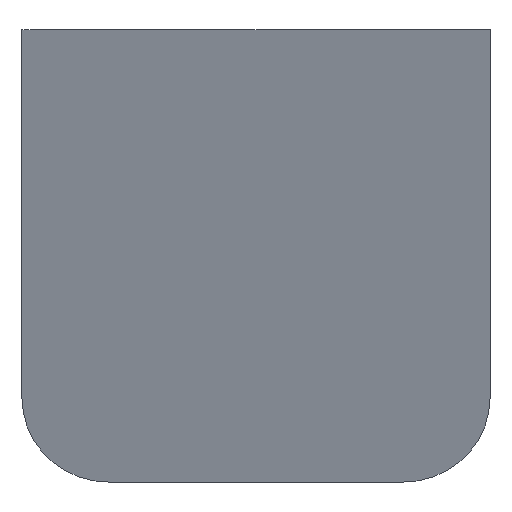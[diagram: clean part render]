
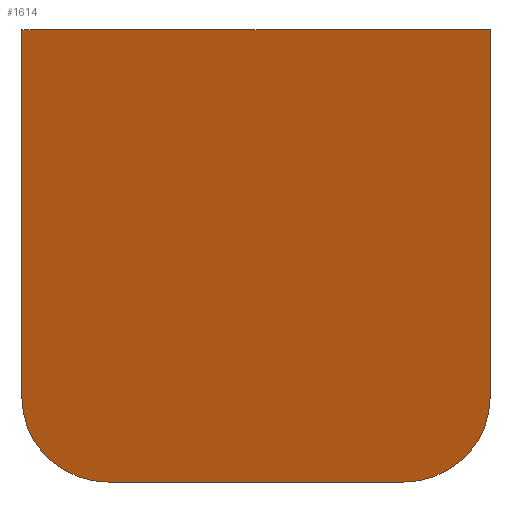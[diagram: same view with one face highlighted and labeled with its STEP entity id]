
A CAD part, front view. The second image highlights one B-rep face of the part: STEP entity #1614.
In plain terms, the highlighted planar face has unit normal (0, -0.961, -0.276).
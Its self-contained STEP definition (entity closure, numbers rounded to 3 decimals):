
#80=CIRCLE('',#1685,10.);
#83=CIRCLE('',#1691,10.);
#179=FACE_OUTER_BOUND('',#269,.T.);
#269=EDGE_LOOP('',(#1300,#1301,#1302,#1303,#1304,#1305));
#345=LINE('',#2423,#504);
#351=LINE('',#2440,#510);
#437=LINE('',#2659,#596);
#441=LINE('',#2670,#600);
#504=VECTOR('',#1889,10.);
#510=VECTOR('',#1905,10.);
#596=VECTOR('',#2091,10.);
#600=VECTOR('',#2103,10.);
#674=VERTEX_POINT('',#2406);
#675=VERTEX_POINT('',#2407);
#681=VERTEX_POINT('',#2421);
#685=VERTEX_POINT('',#2433);
#686=VERTEX_POINT('',#2434);
#687=VERTEX_POINT('',#2439);
#836=EDGE_CURVE('',#674,#675,#80,.T.);
#844=EDGE_CURVE('',#674,#681,#345,.T.);
#849=EDGE_CURVE('',#685,#686,#83,.T.);
#852=EDGE_CURVE('',#687,#686,#351,.T.);
#962=EDGE_CURVE('',#681,#687,#437,.T.);
#968=EDGE_CURVE('',#675,#685,#441,.T.);
#1300=ORIENTED_EDGE('',*,*,#836,.F.);
#1301=ORIENTED_EDGE('',*,*,#844,.T.);
#1302=ORIENTED_EDGE('',*,*,#962,.T.);
#1303=ORIENTED_EDGE('',*,*,#852,.T.);
#1304=ORIENTED_EDGE('',*,*,#849,.F.);
#1305=ORIENTED_EDGE('',*,*,#968,.F.);
#1558=PLANE('',#1747);
#1614=ADVANCED_FACE('',(#179),#1558,.T.);
#1685=AXIS2_PLACEMENT_3D('',#2408,#1877,#1878);
#1691=AXIS2_PLACEMENT_3D('',#2435,#1899,#1900);
#1747=AXIS2_PLACEMENT_3D('',#2671,#2104,#2105);
#1877=DIRECTION('center_axis',(0.,0.961,0.276));
#1878=DIRECTION('ref_axis',(0.707,0.195,-0.68));
#1889=DIRECTION('',(0.,-0.276,0.961));
#1899=DIRECTION('center_axis',(0.,0.961,0.276));
#1900=DIRECTION('ref_axis',(-0.707,0.195,-0.68));
#1905=DIRECTION('',(0.,0.276,-0.961));
#2091=DIRECTION('',(-1.,0.,0.));
#2103=DIRECTION('',(-1.,0.,0.));
#2104=DIRECTION('center_axis',(0.,-0.961,-0.276));
#2105=DIRECTION('ref_axis',(0.,-0.276,0.961));
#2406=CARTESIAN_POINT('',(0.,-0.602,-42.296));
#2407=CARTESIAN_POINT('',(-10.,2.154,-51.908));
#2408=CARTESIAN_POINT('Origin',(-10.,-0.602,-42.296));
#2421=CARTESIAN_POINT('',(0.,-12.73,0.));
#2423=CARTESIAN_POINT('',(0.,2.154,-51.908));
#2433=CARTESIAN_POINT('',(-43.72,2.154,-51.908));
#2434=CARTESIAN_POINT('',(-53.72,-0.602,-42.296));
#2435=CARTESIAN_POINT('Origin',(-43.72,-0.602,-42.296));
#2439=CARTESIAN_POINT('',(-53.72,-12.73,0.));
#2440=CARTESIAN_POINT('',(-53.72,-1.476,-39.249));
#2659=CARTESIAN_POINT('',(0.,-12.73,0.));
#2670=CARTESIAN_POINT('',(0.,2.154,-51.908));
#2671=CARTESIAN_POINT('Origin',(0.,2.154,-51.908));
